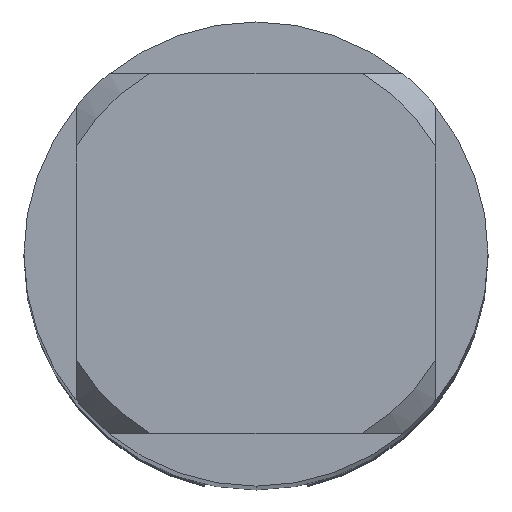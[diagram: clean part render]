
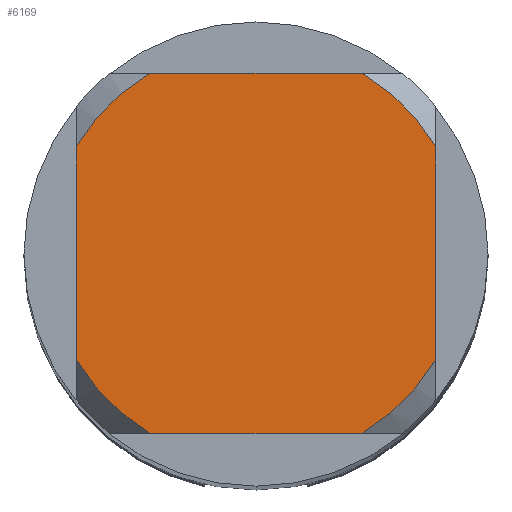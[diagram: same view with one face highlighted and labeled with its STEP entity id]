
A CAD part, top view. The second image highlights one B-rep face of the part: STEP entity #6169.
In plain terms, the highlighted planar face has unit normal (0, 0, 1).
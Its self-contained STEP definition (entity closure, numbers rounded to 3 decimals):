
#3063=VERTEX_POINT('',#8304);
#3551=EDGE_CURVE('',#4747,#6639,#8831,.T.);
#3657=VERTEX_POINT('',#8945);
#4111=EDGE_CURVE('',#7369,#5577,#9436,.T.);
#4443=EDGE_CURVE('',#4747,#4845,#9794,.T.);
#4747=VERTEX_POINT('',#10118);
#4845=VERTEX_POINT('',#10227);
#5269=EDGE_CURVE('',#6359,#6639,#10691,.T.);
#5577=VERTEX_POINT('',#11029);
#5879=EDGE_CURVE('',#7369,#4845,#11361,.T.);
#6083=EDGE_CURVE('',#3657,#3063,#11584,.T.);
#6169=ADVANCED_FACE('',(#11683),#11684,.T.);
#6359=VERTEX_POINT('',#11890);
#6389=EDGE_CURVE('',#6359,#3063,#11923,.T.);
#6639=VERTEX_POINT('',#12189);
#7183=EDGE_CURVE('',#3657,#5577,#12777,.T.);
#7369=VERTEX_POINT('',#12973);
#8304=CARTESIAN_POINT('',(-1.83,3.1,0.0));
#8831=LINE('',#15380,#15381);
#8945=CARTESIAN_POINT('',(-3.1,1.83,0.0));
#9436=CIRCLE('',#16432,3.6);
#9794=CIRCLE('',#17081,3.6);
#10118=CARTESIAN_POINT('',(3.1,-1.83,0.0));
#10227=CARTESIAN_POINT('',(1.83,-3.1,0.0));
#10691=CIRCLE('',#18755,3.6);
#11029=CARTESIAN_POINT('',(-3.1,-1.83,0.0));
#11361=LINE('',#19968,#19969);
#11584=CIRCLE('',#20334,3.6);
#11683=FACE_OUTER_BOUND('',#20502,.T.);
#11684=PLANE('',#20503);
#11890=CARTESIAN_POINT('',(1.83,3.1,0.0));
#11923=LINE('',#20916,#20917);
#12189=CARTESIAN_POINT('',(3.1,1.83,0.0));
#12777=LINE('',#22472,#22473);
#12973=CARTESIAN_POINT('',(-1.83,-3.1,0.0));
#15380=CARTESIAN_POINT('',(3.1,0.9,0.0));
#15381=VECTOR('',#24603,1.0);
#16432=AXIS2_PLACEMENT_3D('',#25310,#25311,#25312);
#17081=AXIS2_PLACEMENT_3D('',#25679,#25680,#25681);
#18755=AXIS2_PLACEMENT_3D('',#26564,#26565,#26566);
#19968=CARTESIAN_POINT('',(0.0,-3.1,0.0));
#19969=VECTOR('',#27303,1.0);
#20334=AXIS2_PLACEMENT_3D('',#27543,#27544,#27545);
#20502=EDGE_LOOP('',(#27685,#27686,#27687,#27688,#27689,#27690,#27691,#27692));
#20503=AXIS2_PLACEMENT_3D('',#27693,#27694,#27695);
#20916=CARTESIAN_POINT('',(0.0,3.1,0.0));
#20917=VECTOR('',#28057,1.0);
#22472=CARTESIAN_POINT('',(-3.1,0.9,0.0));
#22473=VECTOR('',#28928,1.0);
#24603=DIRECTION('',(-0.0,1.0,0.0));
#25310=CARTESIAN_POINT('',(0.0,0.0,0.0));
#25311=DIRECTION('',(0.0,0.0,-1.0));
#25312=DIRECTION('',(0.0,1.0,0.0));
#25679=CARTESIAN_POINT('',(0.0,0.0,0.0));
#25680=DIRECTION('',(0.0,0.0,-1.0));
#25681=DIRECTION('',(0.0,1.0,0.0));
#26564=CARTESIAN_POINT('',(0.0,0.0,0.0));
#26565=DIRECTION('',(0.0,0.0,-1.0));
#26566=DIRECTION('',(0.0,1.0,0.0));
#27303=DIRECTION('',(1.0,0.0,0.0));
#27543=CARTESIAN_POINT('',(0.0,0.0,0.0));
#27544=DIRECTION('',(0.0,0.0,-1.0));
#27545=DIRECTION('',(0.0,1.0,0.0));
#27685=ORIENTED_EDGE('',*,*,#7183,.T.);
#27686=ORIENTED_EDGE('',*,*,#4111,.F.);
#27687=ORIENTED_EDGE('',*,*,#5879,.T.);
#27688=ORIENTED_EDGE('',*,*,#4443,.F.);
#27689=ORIENTED_EDGE('',*,*,#3551,.T.);
#27690=ORIENTED_EDGE('',*,*,#5269,.F.);
#27691=ORIENTED_EDGE('',*,*,#6389,.T.);
#27692=ORIENTED_EDGE('',*,*,#6083,.F.);
#27693=CARTESIAN_POINT('',(0.0,1.8,0.0));
#27694=DIRECTION('',(-0.0,0.0,1.0));
#27695=DIRECTION('',(0.0,-1.0,0.0));
#28057=DIRECTION('',(-1.0,0.0,0.0));
#28928=DIRECTION('',(-0.0,-1.0,0.0));
